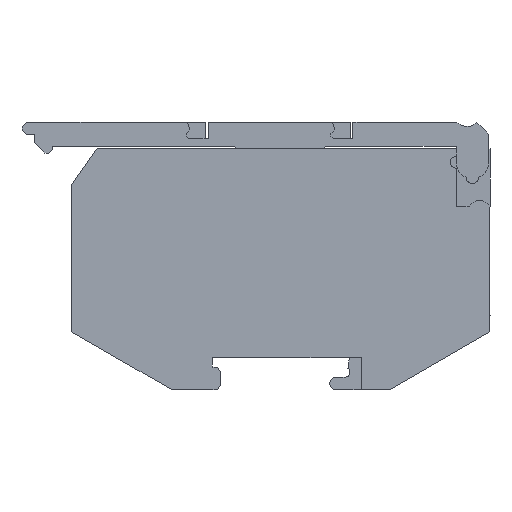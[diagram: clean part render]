
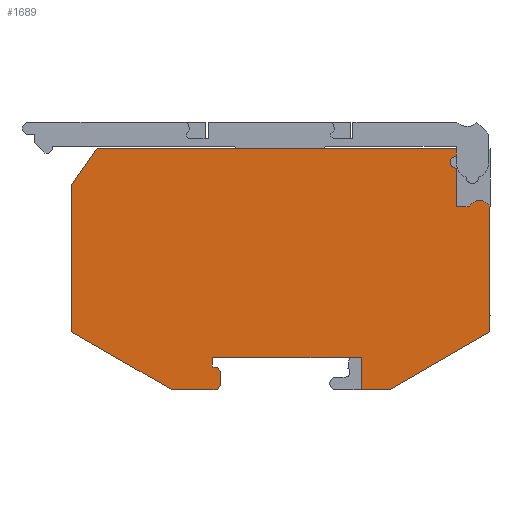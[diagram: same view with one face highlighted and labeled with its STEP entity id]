
A CAD part, left-side view. The second image highlights one B-rep face of the part: STEP entity #1689.
In plain terms, the highlighted planar face has unit normal (-1, 0, 0).
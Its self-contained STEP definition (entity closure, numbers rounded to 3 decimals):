
#199=AXIS2_PLACEMENT_3D('Circle Axis2P3D',#197,#198,$) ;
#263=AXIS2_PLACEMENT_3D('Circle Axis2P3D',#261,#262,$) ;
#1617=AXIS2_PLACEMENT_3D('Plane Axis2P3D',#1614,#1615,#1616) ;
#1621=AXIS2_PLACEMENT_3D('Circle Axis2P3D',#1619,#1620,$) ;
#1628=AXIS2_PLACEMENT_3D('Circle Axis2P3D',#1626,#1627,$) ;
#1649=AXIS2_PLACEMENT_3D('Circle Axis2P3D',#1647,#1648,$) ;
#40=CARTESIAN_POINT('Vertex',(0.,0.,7.217)) ;
#45=CARTESIAN_POINT('Line Origine',(0.,6.25,3.608)) ;
#49=CARTESIAN_POINT('Vertex',(0.,12.5,0.)) ;
#84=CARTESIAN_POINT('Line Origine',(0.,14.248,0.)) ;
#88=CARTESIAN_POINT('Vertex',(0.,15.995,0.)) ;
#128=CARTESIAN_POINT('Vertex',(0.,34.5,4.)) ;
#133=CARTESIAN_POINT('Line Origine',(0.,34.5,3.425)) ;
#137=CARTESIAN_POINT('Vertex',(0.,34.5,2.85)) ;
#165=CARTESIAN_POINT('Line Origine',(0.,34.4,2.85)) ;
#169=CARTESIAN_POINT('Vertex',(0.,34.3,2.85)) ;
#197=CARTESIAN_POINT('Axis2P3D Location',(0.,34.3,2.05)) ;
#201=CARTESIAN_POINT('Vertex',(0.,33.5,2.05)) ;
#229=CARTESIAN_POINT('Line Origine',(0.,33.5,1.425)) ;
#233=CARTESIAN_POINT('Vertex',(0.,33.5,0.8)) ;
#261=CARTESIAN_POINT('Axis2P3D Location',(0.,34.3,0.8)) ;
#265=CARTESIAN_POINT('Vertex',(0.,34.3,0.)) ;
#288=CARTESIAN_POINT('Line Origine',(0.,36.9,0.)) ;
#292=CARTESIAN_POINT('Vertex',(0.,39.5,0.)) ;
#320=CARTESIAN_POINT('Line Origine',(0.,45.75,3.608)) ;
#324=CARTESIAN_POINT('Vertex',(0.,52.,7.217)) ;
#356=CARTESIAN_POINT('Vertex',(0.,52.,25.485)) ;
#361=CARTESIAN_POINT('Line Origine',(0.,50.42,27.743)) ;
#365=CARTESIAN_POINT('Vertex',(0.,48.839,30.)) ;
#400=CARTESIAN_POINT('Line Origine',(0.,52.,16.351)) ;
#475=CARTESIAN_POINT('Vertex',(0.,0.,22.818)) ;
#478=CARTESIAN_POINT('Line Origine',(0.,0.,15.017)) ;
#1574=CARTESIAN_POINT('Line Origine',(0.,15.995,2.)) ;
#1578=CARTESIAN_POINT('Vertex',(0.,15.995,4.)) ;
#1599=CARTESIAN_POINT('Line Origine',(0.,25.248,4.)) ;
#1614=CARTESIAN_POINT('Axis2P3D Location',(0.,0.,0.)) ;
#1619=CARTESIAN_POINT('Axis2P3D Location',(0.,1.29,22.051)) ;
#1623=CARTESIAN_POINT('Vertex',(0.,1.289,23.551)) ;
#1626=CARTESIAN_POINT('Axis2P3D Location',(0.,1.289,22.051)) ;
#1630=CARTESIAN_POINT('Vertex',(0.,2.589,22.8)) ;
#1633=CARTESIAN_POINT('Line Origine',(0.,3.389,22.8)) ;
#1637=CARTESIAN_POINT('Vertex',(0.,4.19,22.8)) ;
#1640=CARTESIAN_POINT('Line Origine',(0.,4.19,25.175)) ;
#1644=CARTESIAN_POINT('Vertex',(0.,4.19,27.55)) ;
#1647=CARTESIAN_POINT('Axis2P3D Location',(0.,4.19,28.3)) ;
#1651=CARTESIAN_POINT('Vertex',(0.,4.215,29.05)) ;
#1654=CARTESIAN_POINT('Line Origine',(0.,4.215,29.525)) ;
#1658=CARTESIAN_POINT('Vertex',(0.,4.215,30.)) ;
#1661=CARTESIAN_POINT('Line Origine',(0.,26.527,30.)) ;
#46=DIRECTION('Vector Direction',(0.,0.866,-0.5)) ;
#85=DIRECTION('Vector Direction',(0.,1.,0.)) ;
#134=DIRECTION('Vector Direction',(0.,0.,-1.)) ;
#166=DIRECTION('Vector Direction',(0.,-1.,0.)) ;
#198=DIRECTION('Axis2P3D Direction',(1.,0.,0.)) ;
#230=DIRECTION('Vector Direction',(0.,0.,-1.)) ;
#262=DIRECTION('Axis2P3D Direction',(1.,0.,0.)) ;
#289=DIRECTION('Vector Direction',(0.,1.,0.)) ;
#321=DIRECTION('Vector Direction',(0.,0.866,0.5)) ;
#362=DIRECTION('Vector Direction',(0.,-0.574,0.819)) ;
#401=DIRECTION('Vector Direction',(0.,0.,1.)) ;
#479=DIRECTION('Vector Direction',(0.,0.,-1.)) ;
#1575=DIRECTION('Vector Direction',(0.,0.,-1.)) ;
#1600=DIRECTION('Vector Direction',(0.,-1.,0.)) ;
#1615=DIRECTION('Axis2P3D Direction',(1.,0.,0.)) ;
#1616=DIRECTION('Axis2P3D XDirection',(0.,1.,0.)) ;
#1620=DIRECTION('Axis2P3D Direction',(1.,0.,0.)) ;
#1627=DIRECTION('Axis2P3D Direction',(1.,0.,0.)) ;
#1634=DIRECTION('Vector Direction',(0.,-1.,0.)) ;
#1641=DIRECTION('Vector Direction',(0.,0.,-1.)) ;
#1648=DIRECTION('Axis2P3D Direction',(1.,0.,0.)) ;
#1655=DIRECTION('Vector Direction',(0.,0.,1.)) ;
#1662=DIRECTION('Vector Direction',(0.,-1.,0.)) ;
#47=VECTOR('Line Direction',#46,1.) ;
#86=VECTOR('Line Direction',#85,1.) ;
#135=VECTOR('Line Direction',#134,1.) ;
#167=VECTOR('Line Direction',#166,1.) ;
#231=VECTOR('Line Direction',#230,1.) ;
#290=VECTOR('Line Direction',#289,1.) ;
#322=VECTOR('Line Direction',#321,1.) ;
#363=VECTOR('Line Direction',#362,1.) ;
#402=VECTOR('Line Direction',#401,1.) ;
#480=VECTOR('Line Direction',#479,1.) ;
#1576=VECTOR('Line Direction',#1575,1.) ;
#1601=VECTOR('Line Direction',#1600,1.) ;
#1635=VECTOR('Line Direction',#1634,1.) ;
#1642=VECTOR('Line Direction',#1641,1.) ;
#1656=VECTOR('Line Direction',#1655,1.) ;
#1663=VECTOR('Line Direction',#1662,1.) ;
#1667=ORIENTED_EDGE('',*,*,#1625,.F.) ;
#1668=ORIENTED_EDGE('',*,*,#1632,.F.) ;
#1669=ORIENTED_EDGE('',*,*,#1639,.F.) ;
#1670=ORIENTED_EDGE('',*,*,#1646,.F.) ;
#1671=ORIENTED_EDGE('',*,*,#1653,.F.) ;
#1672=ORIENTED_EDGE('',*,*,#1660,.F.) ;
#1673=ORIENTED_EDGE('',*,*,#1665,.F.) ;
#1674=ORIENTED_EDGE('',*,*,#367,.F.) ;
#1675=ORIENTED_EDGE('',*,*,#404,.F.) ;
#1676=ORIENTED_EDGE('',*,*,#326,.F.) ;
#1677=ORIENTED_EDGE('',*,*,#294,.F.) ;
#1678=ORIENTED_EDGE('',*,*,#267,.F.) ;
#1679=ORIENTED_EDGE('',*,*,#235,.F.) ;
#1680=ORIENTED_EDGE('',*,*,#203,.F.) ;
#1681=ORIENTED_EDGE('',*,*,#171,.F.) ;
#1682=ORIENTED_EDGE('',*,*,#139,.F.) ;
#1683=ORIENTED_EDGE('',*,*,#1603,.F.) ;
#1684=ORIENTED_EDGE('',*,*,#1580,.F.) ;
#1685=ORIENTED_EDGE('',*,*,#90,.F.) ;
#1686=ORIENTED_EDGE('',*,*,#51,.F.) ;
#1687=ORIENTED_EDGE('',*,*,#482,.F.) ;
#1689=ADVANCED_FACE('KLTR',(#1688),#1618,.F.) ;
#200=CIRCLE('generated circle',#199,0.8) ;
#264=CIRCLE('generated circle',#263,0.8) ;
#1622=CIRCLE('generated circle',#1621,1.5) ;
#1629=CIRCLE('generated circle',#1628,1.5) ;
#1650=CIRCLE('generated circle',#1649,0.75) ;
#51=EDGE_CURVE('',#41,#50,#48,.T.) ;
#90=EDGE_CURVE('',#50,#89,#87,.T.) ;
#139=EDGE_CURVE('',#129,#138,#136,.T.) ;
#171=EDGE_CURVE('',#138,#170,#168,.T.) ;
#203=EDGE_CURVE('',#170,#202,#200,.T.) ;
#235=EDGE_CURVE('',#202,#234,#232,.T.) ;
#267=EDGE_CURVE('',#234,#266,#264,.T.) ;
#294=EDGE_CURVE('',#266,#293,#291,.T.) ;
#326=EDGE_CURVE('',#293,#325,#323,.T.) ;
#367=EDGE_CURVE('',#357,#366,#364,.T.) ;
#404=EDGE_CURVE('',#325,#357,#403,.T.) ;
#482=EDGE_CURVE('',#476,#41,#481,.T.) ;
#1580=EDGE_CURVE('',#89,#1579,#1577,.F.) ;
#1603=EDGE_CURVE('',#1579,#129,#1602,.F.) ;
#1625=EDGE_CURVE('',#1624,#476,#1622,.T.) ;
#1632=EDGE_CURVE('',#1631,#1624,#1629,.T.) ;
#1639=EDGE_CURVE('',#1638,#1631,#1636,.T.) ;
#1646=EDGE_CURVE('',#1645,#1638,#1643,.T.) ;
#1653=EDGE_CURVE('',#1652,#1645,#1650,.F.) ;
#1660=EDGE_CURVE('',#1659,#1652,#1657,.F.) ;
#1665=EDGE_CURVE('',#366,#1659,#1664,.T.) ;
#1666=EDGE_LOOP('',(#1667,#1668,#1669,#1670,#1671,#1672,#1673,#1674,#1675,#1676,#1677,#1678,#1679,#1680,#1681,#1682,#1683,#1684,#1685,#1686,#1687)) ;
#1688=FACE_OUTER_BOUND('',#1666,.T.) ;
#48=LINE('Line',#45,#47) ;
#87=LINE('Line',#84,#86) ;
#136=LINE('Line',#133,#135) ;
#168=LINE('Line',#165,#167) ;
#232=LINE('Line',#229,#231) ;
#291=LINE('Line',#288,#290) ;
#323=LINE('Line',#320,#322) ;
#364=LINE('Line',#361,#363) ;
#403=LINE('Line',#400,#402) ;
#481=LINE('Line',#478,#480) ;
#1577=LINE('Line',#1574,#1576) ;
#1602=LINE('Line',#1599,#1601) ;
#1636=LINE('Line',#1633,#1635) ;
#1643=LINE('Line',#1640,#1642) ;
#1657=LINE('Line',#1654,#1656) ;
#1664=LINE('Line',#1661,#1663) ;
#1618=PLANE('',#1617) ;
#41=VERTEX_POINT('',#40) ;
#50=VERTEX_POINT('',#49) ;
#89=VERTEX_POINT('',#88) ;
#129=VERTEX_POINT('',#128) ;
#138=VERTEX_POINT('',#137) ;
#170=VERTEX_POINT('',#169) ;
#202=VERTEX_POINT('',#201) ;
#234=VERTEX_POINT('',#233) ;
#266=VERTEX_POINT('',#265) ;
#293=VERTEX_POINT('',#292) ;
#325=VERTEX_POINT('',#324) ;
#357=VERTEX_POINT('',#356) ;
#366=VERTEX_POINT('',#365) ;
#476=VERTEX_POINT('',#475) ;
#1579=VERTEX_POINT('',#1578) ;
#1624=VERTEX_POINT('',#1623) ;
#1631=VERTEX_POINT('',#1630) ;
#1638=VERTEX_POINT('',#1637) ;
#1645=VERTEX_POINT('',#1644) ;
#1652=VERTEX_POINT('',#1651) ;
#1659=VERTEX_POINT('',#1658) ;
